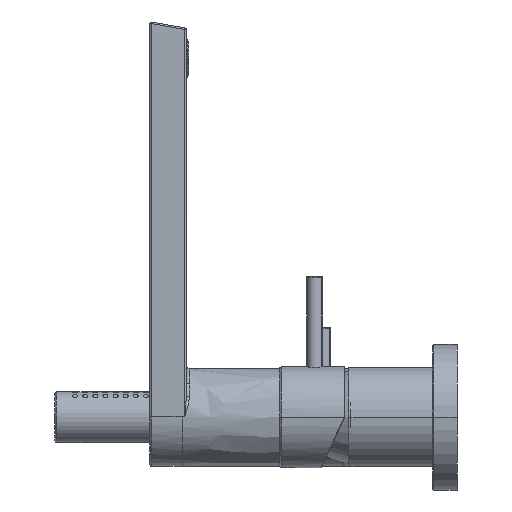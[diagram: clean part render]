
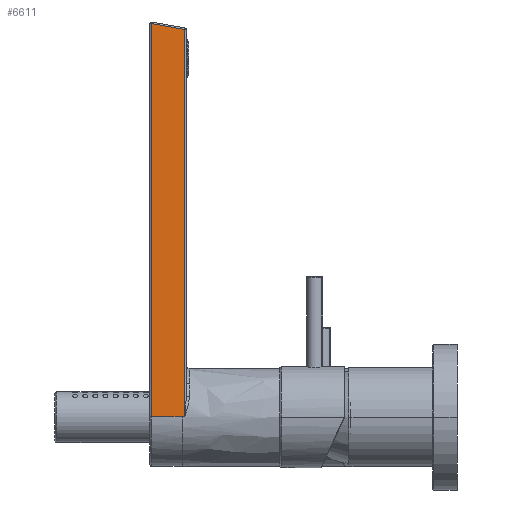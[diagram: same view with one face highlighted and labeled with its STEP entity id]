
A CAD part, left-side view. The second image highlights one B-rep face of the part: STEP entity #6611.
In plain terms, the highlighted planar face has unit normal (-1, 0, 0.007).
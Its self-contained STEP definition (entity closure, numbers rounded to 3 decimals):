
#344 = PLANE ( 'NONE',  #4743 ) ;
#412 = ORIENTED_EDGE ( 'NONE', *, *, #5083, .F. ) ;
#569 = CARTESIAN_POINT ( 'NONE',  ( -24.249, 136., 0.294 ) ) ;
#601 = CARTESIAN_POINT ( 'NONE',  ( -24.249, 136.035, 0.202 ) ) ;
#672 = CARTESIAN_POINT ( 'NONE',  ( -22.907, 151.2, 194.802 ) ) ;
#679 = ORIENTED_EDGE ( 'NONE', *, *, #1299, .T. ) ;
#718 = CARTESIAN_POINT ( 'NONE',  ( -24.249, 136., 0.167 ) ) ;
#752 = CARTESIAN_POINT ( 'NONE',  ( -24.249, 136., 0.209 ) ) ;
#790 = ORIENTED_EDGE ( 'NONE', *, *, #887, .F. ) ;
#855 = ORIENTED_EDGE ( 'NONE', *, *, #2302, .T. ) ;
#869 = CARTESIAN_POINT ( 'NONE',  ( -24.249, 136., 0.252 ) ) ;
#887 = EDGE_CURVE ( 'NONE', #9044, #6028, #7719, .T. ) ;
#993 = CARTESIAN_POINT ( 'NONE',  ( -24.249, 136., 0.294 ) ) ;
#1249 = DIRECTION ( 'NONE',  ( 0., 1., 0. ) ) ;
#1299 = EDGE_CURVE ( 'NONE', #11127, #3737, #9871, .T. ) ;
#1697 = VERTEX_POINT ( 'NONE', #3522 ) ;
#1876 = DIRECTION ( 'NONE',  ( -0.007, 0., -1. ) ) ;
#2302 = EDGE_CURVE ( 'NONE', #9112, #6028, #9052, .T. ) ;
#2382 = ORIENTED_EDGE ( 'NONE', *, *, #10374, .T. ) ;
#2466 = VERTEX_POINT ( 'NONE', #672 ) ;
#2739 = CARTESIAN_POINT ( 'NONE',  ( -24.249, 151.2, 0.167 ) ) ;
#2983 = CARTESIAN_POINT ( 'NONE',  ( -22.9, 152., 195.75 ) ) ;
#3210 = FACE_OUTER_BOUND ( 'NONE', #6384, .T. ) ;
#3338 = VECTOR ( 'NONE', #9352, 1000. ) ;
#3456 = EDGE_CURVE ( 'NONE', #1697, #9112, #6868, .T. ) ;
#3522 = CARTESIAN_POINT ( 'NONE',  ( -24.249, 136., 0.294 ) ) ;
#3737 = VERTEX_POINT ( 'NONE', #4700 ) ;
#3980 = B_SPLINE_CURVE_WITH_KNOTS ( 'NONE', 3,
 ( #569, #10242, #4213, #10274, #5089, #11192, #5952, #601, #6838 ),
 .UNSPECIFIED., .F., .F.,
 ( 4, 1, 2, 2, 4 ),
 ( 0., 0.25, 0.375, 0.5, 1. ),
 .UNSPECIFIED. ) ;
#4213 = CARTESIAN_POINT ( 'NONE',  ( -24.249, 136.013, 0.289 ) ) ;
#4654 = CARTESIAN_POINT ( 'NONE',  ( -24.249, 134.8, 0.167 ) ) ;
#4684 = CARTESIAN_POINT ( 'NONE',  ( -24.249, 136., 0.167 ) ) ;
#4700 = CARTESIAN_POINT ( 'NONE',  ( -24.249, 136.035, 0.167 ) ) ;
#4738 = LINE ( 'NONE', #8491, #3338 ) ;
#4743 = AXIS2_PLACEMENT_3D ( 'NONE', #2983, #6586, #1249 ) ;
#5083 = EDGE_CURVE ( 'NONE', #1697, #3737, #3980, .T. ) ;
#5089 = CARTESIAN_POINT ( 'NONE',  ( -24.249, 136.023, 0.264 ) ) ;
#5106 = CARTESIAN_POINT ( 'NONE',  ( -24.249, 136., 0.167 ) ) ;
#5366 = CARTESIAN_POINT ( 'NONE',  ( -22.917, 143., 193.356 ) ) ;
#5675 = VECTOR ( 'NONE', #1876, 1000. ) ;
#5952 = CARTESIAN_POINT ( 'NONE',  ( -24.249, 136.032, 0.229 ) ) ;
#6028 = VERTEX_POINT ( 'NONE', #4654 ) ;
#6384 = EDGE_LOOP ( 'NONE', ( #412, #10181, #855, #790, #8422, #2382, #679 ) ) ;
#6586 = DIRECTION ( 'NONE',  ( 1., 0., -0.007 ) ) ;
#6611 = ADVANCED_FACE ( 'NONE', ( #3210 ), #344, .F. ) ;
#6838 = CARTESIAN_POINT ( 'NONE',  ( -24.249, 136.035, 0.167 ) ) ;
#6868 = B_SPLINE_CURVE_WITH_KNOTS ( 'NONE', 3,
 ( #993, #869, #752, #718 ),
 .UNSPECIFIED., .F., .F.,
 ( 4, 4 ),
 ( 0., 1. ),
 .UNSPECIFIED. ) ;
#7045 = CARTESIAN_POINT ( 'NONE',  ( -24.249, 134.8, 0.167 ) ) ;
#7719 = LINE ( 'NONE', #9124, #5675 ) ;
#7948 = EDGE_CURVE ( 'NONE', #9044, #2466, #10714, .T. ) ;
#8422 = ORIENTED_EDGE ( 'NONE', *, *, #7948, .T. ) ;
#8491 = CARTESIAN_POINT ( 'NONE',  ( -23.578, 151.2, 97.485 ) ) ;
#8868 = DIRECTION ( 'NONE',  ( 0.001, 0.985, 0.174 ) ) ;
#9044 = VERTEX_POINT ( 'NONE', #9363 ) ;
#9052 = B_SPLINE_CURVE_WITH_KNOTS ( 'NONE', 1,
 ( #4684, #7045 ),
 .UNSPECIFIED., .F., .F.,
 ( 2, 2 ),
 ( 0., 1.2 ),
 .UNSPECIFIED. ) ;
#9112 = VERTEX_POINT ( 'NONE', #5106 ) ;
#9124 = CARTESIAN_POINT ( 'NONE',  ( -23.588, 134.8, 96.039 ) ) ;
#9352 = DIRECTION ( 'NONE',  ( -0.007, 0., -1. ) ) ;
#9363 = CARTESIAN_POINT ( 'NONE',  ( -22.926, 134.8, 191.91 ) ) ;
#9728 = VECTOR ( 'NONE', #10244, 1000. ) ;
#9871 = LINE ( 'NONE', #9999, #9728 ) ;
#9999 = CARTESIAN_POINT ( 'NONE',  ( -24.249, 143.618, 0.167 ) ) ;
#10181 = ORIENTED_EDGE ( 'NONE', *, *, #3456, .T. ) ;
#10242 = CARTESIAN_POINT ( 'NONE',  ( -24.249, 136.005, 0.294 ) ) ;
#10244 = DIRECTION ( 'NONE',  ( 0., -1., 0. ) ) ;
#10274 = CARTESIAN_POINT ( 'NONE',  ( -24.249, 136.019, 0.275 ) ) ;
#10374 = EDGE_CURVE ( 'NONE', #2466, #11127, #4738, .T. ) ;
#10714 = LINE ( 'NONE', #5366, #10744 ) ;
#10744 = VECTOR ( 'NONE', #8868, 1000. ) ;
#11127 = VERTEX_POINT ( 'NONE', #2739 ) ;
#11192 = CARTESIAN_POINT ( 'NONE',  ( -24.249, 136.026, 0.255 ) ) ;
